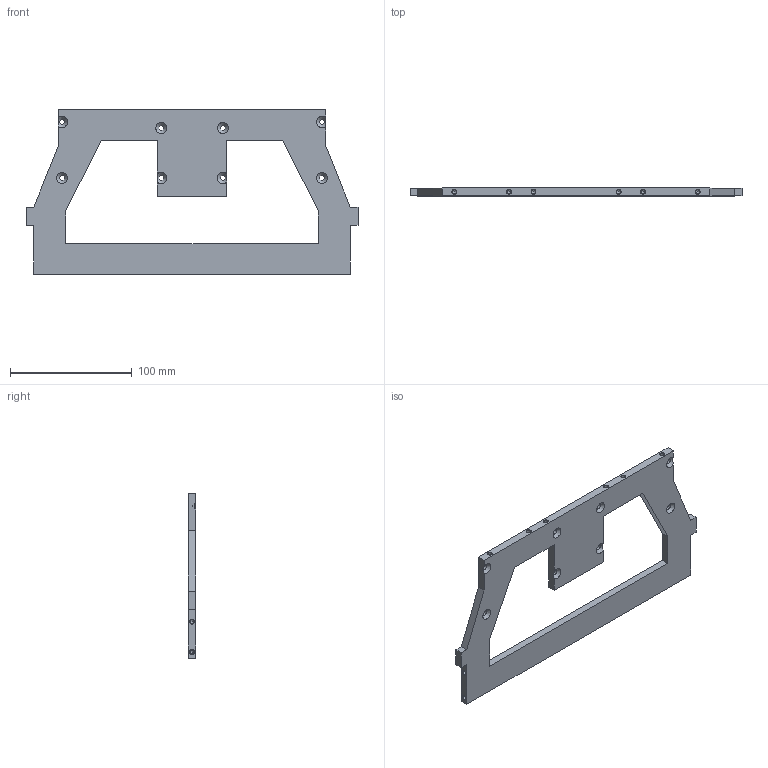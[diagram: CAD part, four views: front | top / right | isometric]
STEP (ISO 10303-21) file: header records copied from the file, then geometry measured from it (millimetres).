
FILE_DESCRIPTION(/* description */ (''),/* implementation_level */ '2;1');
FILE_NAME(/* name */ 'Placa Soporte Exterior.stp',/* time_stamp */ '2020-09-25T19:59:43-05:00',/* author */ (''),/* organization */ (''),/* preprocessor_version */ 'ST-DEVELOPER v16',/* originating_system */ 'SIEMENS PLM Software NX 10.0',/* authorisation */ '');
FILE_SCHEMA (('CONFIG_CONTROL_DESIGN'));
Length unit declared in the file: millimetre
Products named in the file (1): Placa Soporte Exterior
Bounding box: 272.7 x 6.35 x 135 mm (x, y, z)
Volume: 123550.1 mm3; surface area: 49886.9 mm2
Topology: 1 solids, 1 shells, 80 faces, 220 edges, 138 vertices
Faces by surface type: cone 36, plane 26, cylinder 18
Full cylindrical faces by diameter (mm): 3.3 x10, 4.3 x8
Entity records: 2206 total; most frequent: CARTESIAN_POINT 369, DIRECTION 362, ORIENTED_EDGE 284, EDGE_LOOP 148, AXIS2_PLACEMENT_3D 143, EDGE_CURVE 142, FACE_BOUND 137, VERTEX_POINT 124
